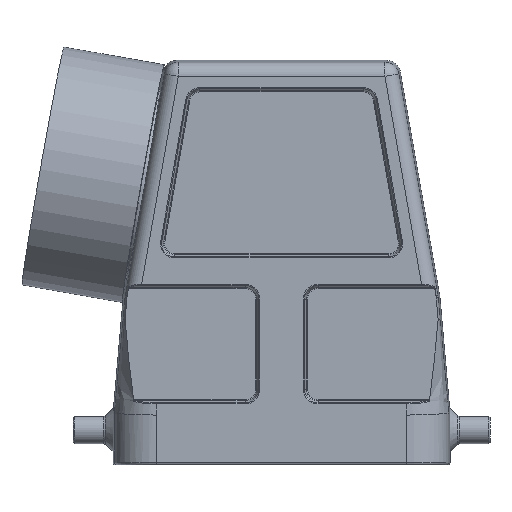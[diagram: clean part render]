
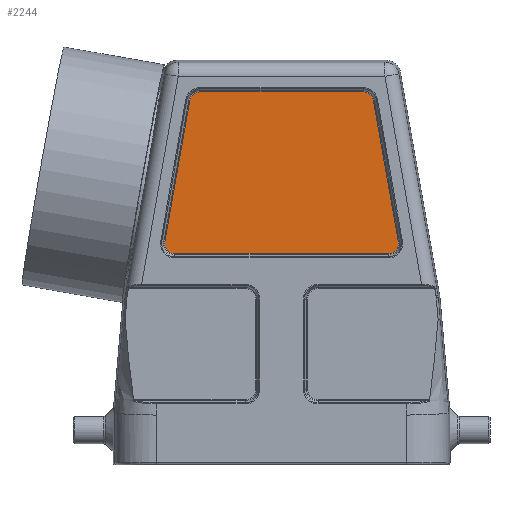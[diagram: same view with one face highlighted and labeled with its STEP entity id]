
A CAD part, front view. The second image highlights one B-rep face of the part: STEP entity #2244.
In plain terms, the highlighted planar face has unit normal (0, -1, 0).
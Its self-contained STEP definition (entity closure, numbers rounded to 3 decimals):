
#2169=CARTESIAN_POINT('',(-19.004,-20.25,30.25));
#2170=DIRECTION('',(0.0,-1.0,0.0));
#2171=DIRECTION('',(0.0,0.0,-1.0));
#2172=AXIS2_PLACEMENT_3D('',#2169,#2170,#2171);
#2173=PLANE('',#2172);
#2174=CARTESIAN_POINT('',(-19.004,-20.25,28.445));
#2175=VERTEX_POINT('',#2174);
#2176=CARTESIAN_POINT('',(19.004,-20.25,28.445));
#2177=VERTEX_POINT('',#2176);
#2178=CARTESIAN_POINT('',(-19.004,-20.25,28.445));
#2179=DIRECTION('',(1.0,0.0,0.0));
#2180=VECTOR('',#2179,38.008);
#2181=LINE('',#2178,#2180);
#2182=EDGE_CURVE('',#2175,#2177,#2181,.T.);
#2183=ORIENTED_EDGE('',*,*,#2182,.T.);
#2184=CARTESIAN_POINT('',(20.782,-20.25,30.563));
#2185=VERTEX_POINT('',#2184);
#2186=CARTESIAN_POINT('',(19.004,-20.25,30.25));
#2187=DIRECTION('',(0.0,-1.0,0.0));
#2188=DIRECTION('',(0.0,0.0,-1.0));
#2189=AXIS2_PLACEMENT_3D('',#2186,#2187,#2188);
#2190=CIRCLE('',#2189,1.805);
#2191=EDGE_CURVE('',#2177,#2185,#2190,.T.);
#2192=ORIENTED_EDGE('',*,*,#2191,.T.);
#2193=CARTESIAN_POINT('',(16.338,-20.25,55.763));
#2194=VERTEX_POINT('',#2193);
#2195=CARTESIAN_POINT('',(20.782,-20.25,30.563));
#2196=DIRECTION('',(-0.174,0.0,0.985));
#2197=VECTOR('',#2196,25.589);
#2198=LINE('',#2195,#2197);
#2199=EDGE_CURVE('',#2185,#2194,#2198,.T.);
#2200=ORIENTED_EDGE('',*,*,#2199,.T.);
#2201=CARTESIAN_POINT('',(14.561,-20.25,57.255));
#2202=VERTEX_POINT('',#2201);
#2203=CARTESIAN_POINT('',(14.561,-20.25,55.45));
#2204=DIRECTION('',(0.0,-1.0,0.0));
#2205=DIRECTION('',(0.0,0.0,-1.0));
#2206=AXIS2_PLACEMENT_3D('',#2203,#2204,#2205);
#2207=CIRCLE('',#2206,1.805);
#2208=EDGE_CURVE('',#2194,#2202,#2207,.T.);
#2209=ORIENTED_EDGE('',*,*,#2208,.T.);
#2210=CARTESIAN_POINT('',(-14.561,-20.25,57.255));
#2211=VERTEX_POINT('',#2210);
#2212=CARTESIAN_POINT('',(14.561,-20.25,57.255));
#2213=DIRECTION('',(-1.0,0.0,0.0));
#2214=VECTOR('',#2213,29.122);
#2215=LINE('',#2212,#2214);
#2216=EDGE_CURVE('',#2202,#2211,#2215,.T.);
#2217=ORIENTED_EDGE('',*,*,#2216,.T.);
#2218=CARTESIAN_POINT('',(-16.338,-20.25,55.763));
#2219=VERTEX_POINT('',#2218);
#2220=CARTESIAN_POINT('',(-14.561,-20.25,55.45));
#2221=DIRECTION('',(0.0,-1.0,0.0));
#2222=DIRECTION('',(0.0,0.0,-1.0));
#2223=AXIS2_PLACEMENT_3D('',#2220,#2221,#2222);
#2224=CIRCLE('',#2223,1.805);
#2225=EDGE_CURVE('',#2211,#2219,#2224,.T.);
#2226=ORIENTED_EDGE('',*,*,#2225,.T.);
#2227=CARTESIAN_POINT('',(-20.782,-20.25,30.563));
#2228=VERTEX_POINT('',#2227);
#2229=CARTESIAN_POINT('',(-16.338,-20.25,55.763));
#2230=DIRECTION('',(-0.174,0.0,-0.985));
#2231=VECTOR('',#2230,25.589);
#2232=LINE('',#2229,#2231);
#2233=EDGE_CURVE('',#2219,#2228,#2232,.T.);
#2234=ORIENTED_EDGE('',*,*,#2233,.T.);
#2235=CARTESIAN_POINT('',(-19.004,-20.25,30.25));
#2236=DIRECTION('',(0.0,-1.0,0.0));
#2237=DIRECTION('',(0.0,0.0,-1.0));
#2238=AXIS2_PLACEMENT_3D('',#2235,#2236,#2237);
#2239=CIRCLE('',#2238,1.805);
#2240=EDGE_CURVE('',#2228,#2175,#2239,.T.);
#2241=ORIENTED_EDGE('',*,*,#2240,.T.);
#2242=EDGE_LOOP('',(#2183,#2192,#2200,#2209,#2217,#2226,#2234,#2241));
#2243=FACE_OUTER_BOUND('',#2242,.T.);
#2244=ADVANCED_FACE('',(#2243),#2173,.T.);
